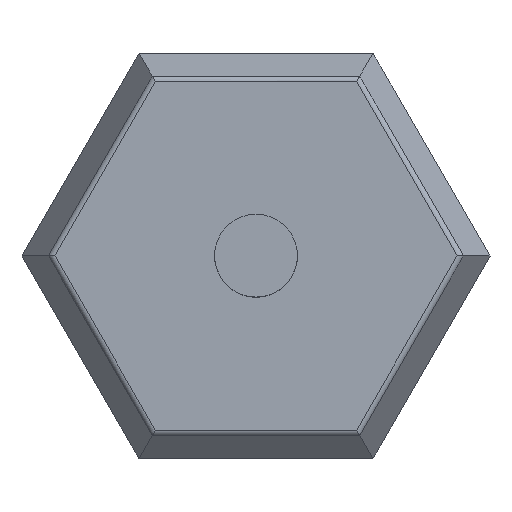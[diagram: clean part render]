
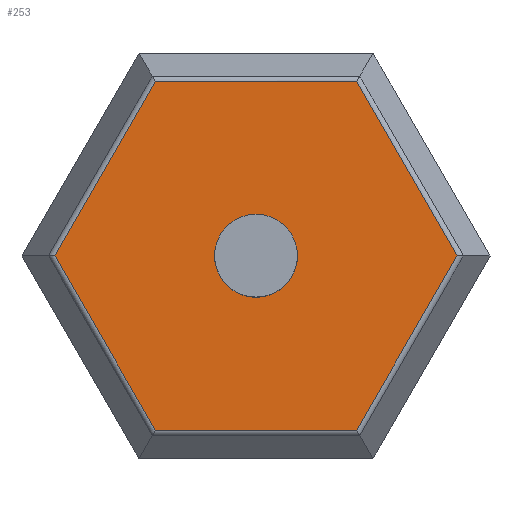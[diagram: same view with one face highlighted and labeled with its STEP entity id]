
A CAD part, top view. The second image highlights one B-rep face of the part: STEP entity #253.
In plain terms, the highlighted planar face has unit normal (0, 0, 1).
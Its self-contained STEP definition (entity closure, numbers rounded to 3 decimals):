
#15=FACE_BOUND('',#59,.T.);
#26=PLANE('',#291);
#42=FACE_OUTER_BOUND('',#58,.T.);
#58=EDGE_LOOP('',(#210,#211,#212,#213,#214,#215));
#59=EDGE_LOOP('',(#216));
#65=LINE('',#382,#90);
#67=LINE('',#390,#92);
#69=LINE('',#396,#94);
#72=LINE('',#404,#97);
#74=LINE('',#410,#99);
#75=LINE('',#413,#100);
#90=VECTOR('',#309,10.);
#92=VECTOR('',#317,10.);
#94=VECTOR('',#323,10.);
#97=VECTOR('',#330,10.);
#99=VECTOR('',#336,10.);
#100=VECTOR('',#341,10.);
#115=CIRCLE('',#274,6.75);
#117=VERTEX_POINT('',#375);
#118=VERTEX_POINT('',#380);
#119=VERTEX_POINT('',#381);
#122=VERTEX_POINT('',#389);
#124=VERTEX_POINT('',#395);
#127=VERTEX_POINT('',#403);
#129=VERTEX_POINT('',#409);
#138=EDGE_CURVE('',#117,#117,#115,.T.);
#139=EDGE_CURVE('',#118,#119,#65,.T.);
#143=EDGE_CURVE('',#119,#122,#67,.T.);
#146=EDGE_CURVE('',#122,#124,#69,.T.);
#150=EDGE_CURVE('',#124,#127,#72,.T.);
#153=EDGE_CURVE('',#127,#129,#74,.T.);
#155=EDGE_CURVE('',#129,#118,#75,.T.);
#210=ORIENTED_EDGE('',*,*,#139,.F.);
#211=ORIENTED_EDGE('',*,*,#155,.F.);
#212=ORIENTED_EDGE('',*,*,#153,.F.);
#213=ORIENTED_EDGE('',*,*,#150,.F.);
#214=ORIENTED_EDGE('',*,*,#146,.F.);
#215=ORIENTED_EDGE('',*,*,#143,.F.);
#216=ORIENTED_EDGE('',*,*,#138,.T.);
#253=ADVANCED_FACE('',(#42,#15),#26,.T.);
#274=AXIS2_PLACEMENT_3D('',#377,#303,#304);
#291=AXIS2_PLACEMENT_3D('',#429,#356,#357);
#303=DIRECTION('center_axis',(0.,0.,
-1.));
#304=DIRECTION('ref_axis',(-1.,0.,0.));
#309=DIRECTION('',(0.5,-0.866,0.));
#317=DIRECTION('',(-0.5,-0.866,0.));
#323=DIRECTION('',(-1.,0.,0.));
#330=DIRECTION('',(-0.5,0.866,0.));
#336=DIRECTION('',(0.5,0.866,0.));
#341=DIRECTION('',(1.,0.,0.));
#356=DIRECTION('center_axis',(0.,0.,
1.));
#357=DIRECTION('ref_axis',(1.,0.,0.));
#375=CARTESIAN_POINT('',(6.75,0.,8.7));
#377=CARTESIAN_POINT('Origin',(0.,0.,
8.7));
#380=CARTESIAN_POINT('',(16.373,28.359,8.7));
#381=CARTESIAN_POINT('',(32.746,0.,8.7));
#382=CARTESIAN_POINT('',(29.323,5.93,8.7));
#389=CARTESIAN_POINT('',(16.373,-28.359,8.7));
#390=CARTESIAN_POINT('',(19.797,-22.43,8.7));
#395=CARTESIAN_POINT('',(-16.373,-28.359,8.7));
#396=CARTESIAN_POINT('',(-9.526,-28.359,8.7));
#403=CARTESIAN_POINT('',(-32.746,0.,8.7));
#404=CARTESIAN_POINT('',(-29.323,-5.93,8.7));
#409=CARTESIAN_POINT('',(-16.373,28.359,8.7));
#410=CARTESIAN_POINT('',(-19.797,22.43,8.7));
#413=CARTESIAN_POINT('',(9.526,28.359,8.7));
#429=CARTESIAN_POINT('Origin',(0.,0.,
8.7));
